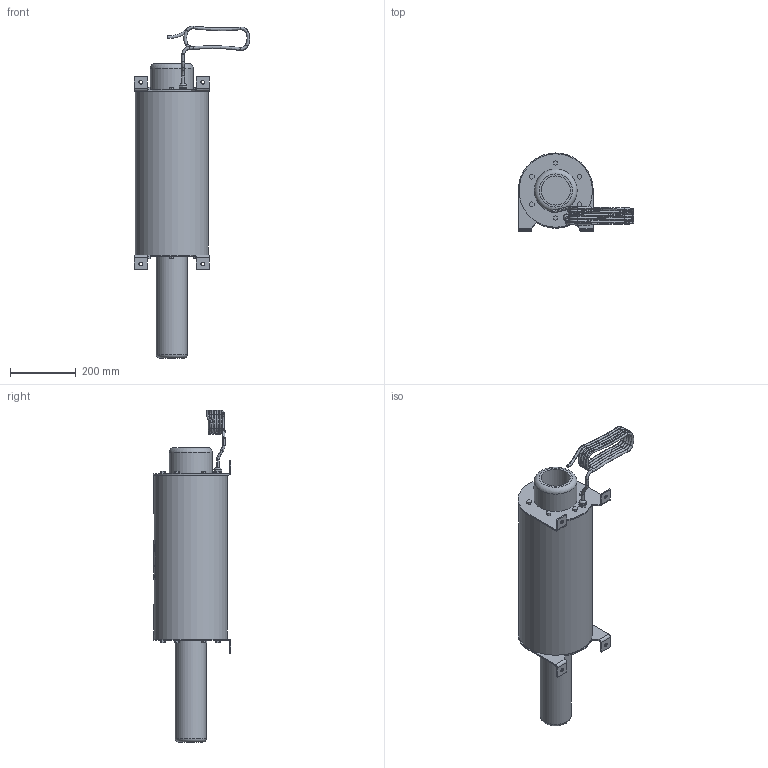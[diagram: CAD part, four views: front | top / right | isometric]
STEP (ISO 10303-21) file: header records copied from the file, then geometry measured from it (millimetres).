
FILE_DESCRIPTION(/* description */ (''),/* implementation_level */ '2;1');
FILE_NAME(/* name */ '53839_SPA 35-23_überprüft.stp',/* time_stamp */ '2014-12-01T11:41:20+01:00',/* author */ ('guzb562'),/* organization */ (''),/* preprocessor_version */ 'ST-DEVELOPER v15.2',/* originating_system */ 'Autodesk Inventor 2014',/* authorisation */ '');
FILE_SCHEMA (('AUTOMOTIVE_DESIGN { 1 0 10303 214 3 1 1 }'));
Length unit declared in the file: millimetre
Products named in the file (3): 53839_SPA 35-23; 30068_kabel; 53839 SPA 35-23
Bounding box: 352.7 x 237 x 1012.62 mm (x, y, z)
Volume: 23008404.3 mm3; surface area: 693763.1 mm2
Topology: 2 solids, 2 shells, 471 faces, 1193 edges, 769 vertices
Faces by surface type: plane 246, bspline 175, cylinder 48, torus 2
Full cylindrical faces by diameter (mm): 5.73 x1, 11 x4, 19.473 x1, 88.9 x1, 95 x1, 131 x1, 224 x1
Entity records: 33925 total; most frequent: CARTESIAN_POINT 23522, ORIENTED_EDGE 2360, DIRECTION 1707, EDGE_CURVE 1180, VERTEX_POINT 768, LINE 629, VECTOR 629, AXIS2_PLACEMENT_3D 539
